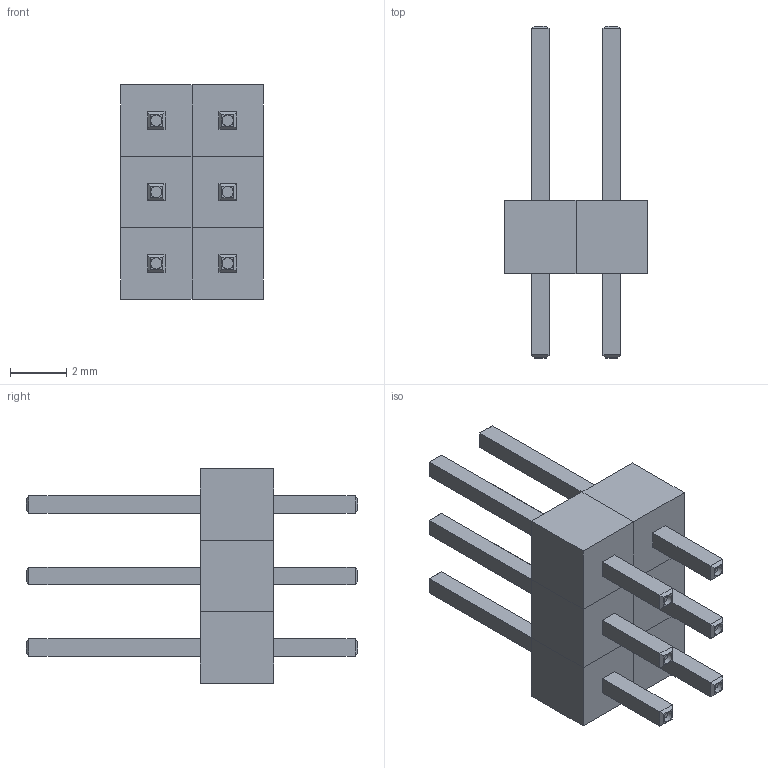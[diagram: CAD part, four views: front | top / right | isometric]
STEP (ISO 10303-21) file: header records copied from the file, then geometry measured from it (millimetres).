
FILE_DESCRIPTION(('STEP AP214'), '1');
FILE_NAME('ﾑﾍﾏ346-6ﾂﾏ21-2', '2018-11-15T07:10:31', ('UNSPECIFIED'), ('UNSPECIFIED'), 'ASCON STEP Converter 1.3', 'ASCON Math Kernel', '');
FILE_SCHEMA(('AUTOMOTIVE_DESIGN { 1 0 10303 214 3 1 1}'));
Length unit declared in the file: millimetre
Assembly tree (8 placements, depth 2):
  (unnamed)
    (unnamed)  x8
Bounding box: 5.08 x 11.8 x 7.62 mm (x, y, z)
Volume: 162.1 mm3; surface area: 496.5 mm2
Topology: 8 solids, 8 shells, 208 faces, 440 edges, 272 vertices
Faces by surface type: plane 200, cylinder 8
Full cylindrical faces by diameter (mm): 0.4 x8
Entity records: 1191 total; most frequent: DIRECTION 134, CARTESIAN_POINT 127, ORIENTED_EDGE 108, EDGE_CURVE 54, LINE 52, VECTOR 52, AXIS2_PLACEMENT_3D 41, VERTEX_POINT 34
